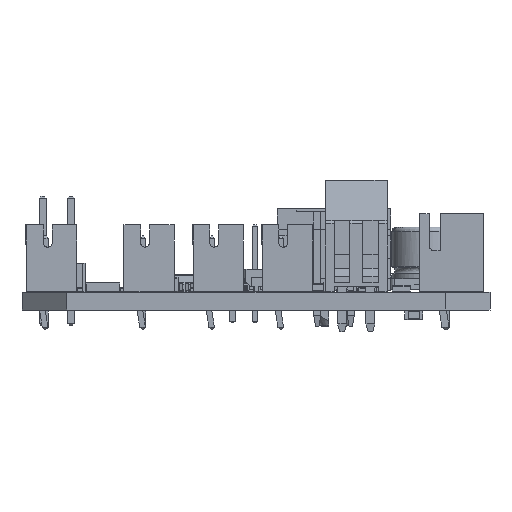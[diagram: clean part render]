
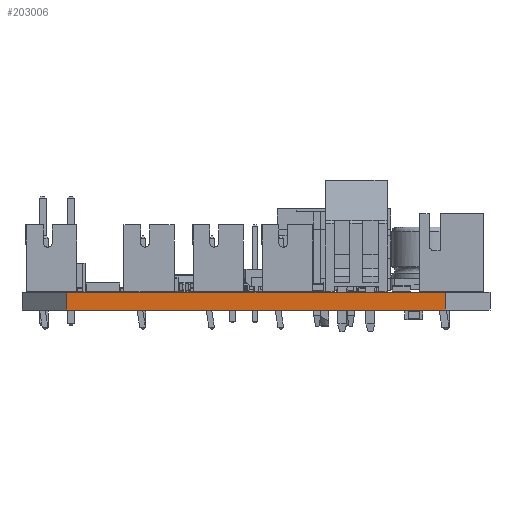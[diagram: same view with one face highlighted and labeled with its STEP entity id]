
A CAD part, front view. The second image highlights one B-rep face of the part: STEP entity #203006.
In plain terms, the highlighted planar face has unit normal (0, -1, 0).
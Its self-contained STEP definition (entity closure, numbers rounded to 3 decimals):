
#203006 = ADVANCED_FACE('',(#203007),#203021,.T.);
#203007 = FACE_BOUND('',#203008,.T.);
#203008 = EDGE_LOOP('',(#203009,#203044,#203072,#203100));
#203009 = ORIENTED_EDGE('',*,*,#203010,.T.);
#203010 = EDGE_CURVE('',#203011,#203013,#203015,.T.);
#203011 = VERTEX_POINT('',#203012);
#203012 = CARTESIAN_POINT('',(17.,-21.,0.));
#203013 = VERTEX_POINT('',#203014);
#203014 = CARTESIAN_POINT('',(17.,-21.,1.6));
#203015 = SURFACE_CURVE('',#203016,(#203020,#203032),.PCURVE_S1.);
#203016 = LINE('',#203017,#203018);
#203017 = CARTESIAN_POINT('',(17.,-21.,0.));
#203018 = VECTOR('',#203019,1.);
#203019 = DIRECTION('',(0.,0.,1.));
#203020 = PCURVE('',#203021,#203026);
#203021 = PLANE('',#203022);
#203022 = AXIS2_PLACEMENT_3D('',#203023,#203024,#203025);
#203023 = CARTESIAN_POINT('',(17.,-21.,0.));
#203024 = DIRECTION('',(0.,-1.,0.));
#203025 = DIRECTION('',(-1.,0.,0.));
#203026 = DEFINITIONAL_REPRESENTATION('',(#203027),#203031);
#203027 = LINE('',#203028,#203029);
#203028 = CARTESIAN_POINT('',(0.,0.));
#203029 = VECTOR('',#203030,1.);
#203030 = DIRECTION('',(0.,-1.));
#203031 = ( GEOMETRIC_REPRESENTATION_CONTEXT(2) 
PARAMETRIC_REPRESENTATION_CONTEXT() REPRESENTATION_CONTEXT('2D SPACE',''
  ) );
#203032 = PCURVE('',#203033,#203038);
#203033 = PLANE('',#203034);
#203034 = AXIS2_PLACEMENT_3D('',#203035,#203036,#203037);
#203035 = CARTESIAN_POINT('',(21.,-17.,0.));
#203036 = DIRECTION('',(0.707,-0.707,0.));
#203037 = DIRECTION('',(-0.707,-0.707,0.));
#203038 = DEFINITIONAL_REPRESENTATION('',(#203039),#203043);
#203039 = LINE('',#203040,#203041);
#203040 = CARTESIAN_POINT('',(5.657,0.));
#203041 = VECTOR('',#203042,1.);
#203042 = DIRECTION('',(0.,-1.));
#203043 = ( GEOMETRIC_REPRESENTATION_CONTEXT(2) 
PARAMETRIC_REPRESENTATION_CONTEXT() REPRESENTATION_CONTEXT('2D SPACE',''
  ) );
#203044 = ORIENTED_EDGE('',*,*,#203045,.T.);
#203045 = EDGE_CURVE('',#203013,#203046,#203048,.T.);
#203046 = VERTEX_POINT('',#203047);
#203047 = CARTESIAN_POINT('',(-17.,-21.,1.6));
#203048 = SURFACE_CURVE('',#203049,(#203053,#203060),.PCURVE_S1.);
#203049 = LINE('',#203050,#203051);
#203050 = CARTESIAN_POINT('',(17.,-21.,1.6));
#203051 = VECTOR('',#203052,1.);
#203052 = DIRECTION('',(-1.,0.,0.));
#203053 = PCURVE('',#203021,#203054);
#203054 = DEFINITIONAL_REPRESENTATION('',(#203055),#203059);
#203055 = LINE('',#203056,#203057);
#203056 = CARTESIAN_POINT('',(0.,-1.6));
#203057 = VECTOR('',#203058,1.);
#203058 = DIRECTION('',(1.,0.));
#203059 = ( GEOMETRIC_REPRESENTATION_CONTEXT(2) 
PARAMETRIC_REPRESENTATION_CONTEXT() REPRESENTATION_CONTEXT('2D SPACE',''
  ) );
#203060 = PCURVE('',#203061,#203066);
#203061 = PLANE('',#203062);
#203062 = AXIS2_PLACEMENT_3D('',#203063,#203064,#203065);
#203063 = CARTESIAN_POINT('',(-0.042,0.051,
    1.6));
#203064 = DIRECTION('',(0.,0.,-1.));
#203065 = DIRECTION('',(-1.,0.,0.));
#203066 = DEFINITIONAL_REPRESENTATION('',(#203067),#203071);
#203067 = LINE('',#203068,#203069);
#203068 = CARTESIAN_POINT('',(-17.042,-21.051));
#203069 = VECTOR('',#203070,1.);
#203070 = DIRECTION('',(1.,0.));
#203071 = ( GEOMETRIC_REPRESENTATION_CONTEXT(2) 
PARAMETRIC_REPRESENTATION_CONTEXT() REPRESENTATION_CONTEXT('2D SPACE',''
  ) );
#203072 = ORIENTED_EDGE('',*,*,#203073,.F.);
#203073 = EDGE_CURVE('',#203074,#203046,#203076,.T.);
#203074 = VERTEX_POINT('',#203075);
#203075 = CARTESIAN_POINT('',(-17.,-21.,0.));
#203076 = SURFACE_CURVE('',#203077,(#203081,#203088),.PCURVE_S1.);
#203077 = LINE('',#203078,#203079);
#203078 = CARTESIAN_POINT('',(-17.,-21.,0.));
#203079 = VECTOR('',#203080,1.);
#203080 = DIRECTION('',(0.,0.,1.));
#203081 = PCURVE('',#203021,#203082);
#203082 = DEFINITIONAL_REPRESENTATION('',(#203083),#203087);
#203083 = LINE('',#203084,#203085);
#203084 = CARTESIAN_POINT('',(34.,0.));
#203085 = VECTOR('',#203086,1.);
#203086 = DIRECTION('',(0.,-1.));
#203087 = ( GEOMETRIC_REPRESENTATION_CONTEXT(2) 
PARAMETRIC_REPRESENTATION_CONTEXT() REPRESENTATION_CONTEXT('2D SPACE',''
  ) );
#203088 = PCURVE('',#203089,#203094);
#203089 = PLANE('',#203090);
#203090 = AXIS2_PLACEMENT_3D('',#203091,#203092,#203093);
#203091 = CARTESIAN_POINT('',(-17.,-21.,0.));
#203092 = DIRECTION('',(-0.707,-0.707,0.));
#203093 = DIRECTION('',(-0.707,0.707,0.));
#203094 = DEFINITIONAL_REPRESENTATION('',(#203095),#203099);
#203095 = LINE('',#203096,#203097);
#203096 = CARTESIAN_POINT('',(0.,0.));
#203097 = VECTOR('',#203098,1.);
#203098 = DIRECTION('',(0.,-1.));
#203099 = ( GEOMETRIC_REPRESENTATION_CONTEXT(2) 
PARAMETRIC_REPRESENTATION_CONTEXT() REPRESENTATION_CONTEXT('2D SPACE',''
  ) );
#203100 = ORIENTED_EDGE('',*,*,#203101,.F.);
#203101 = EDGE_CURVE('',#203011,#203074,#203102,.T.);
#203102 = SURFACE_CURVE('',#203103,(#203107,#203114),.PCURVE_S1.);
#203103 = LINE('',#203104,#203105);
#203104 = CARTESIAN_POINT('',(17.,-21.,0.));
#203105 = VECTOR('',#203106,1.);
#203106 = DIRECTION('',(-1.,0.,0.));
#203107 = PCURVE('',#203021,#203108);
#203108 = DEFINITIONAL_REPRESENTATION('',(#203109),#203113);
#203109 = LINE('',#203110,#203111);
#203110 = CARTESIAN_POINT('',(0.,0.));
#203111 = VECTOR('',#203112,1.);
#203112 = DIRECTION('',(1.,0.));
#203113 = ( GEOMETRIC_REPRESENTATION_CONTEXT(2) 
PARAMETRIC_REPRESENTATION_CONTEXT() REPRESENTATION_CONTEXT('2D SPACE',''
  ) );
#203114 = PCURVE('',#203115,#203120);
#203115 = PLANE('',#203116);
#203116 = AXIS2_PLACEMENT_3D('',#203117,#203118,#203119);
#203117 = CARTESIAN_POINT('',(-0.042,0.051,
    0.));
#203118 = DIRECTION('',(0.,0.,-1.));
#203119 = DIRECTION('',(-1.,0.,0.));
#203120 = DEFINITIONAL_REPRESENTATION('',(#203121),#203125);
#203121 = LINE('',#203122,#203123);
#203122 = CARTESIAN_POINT('',(-17.042,-21.051));
#203123 = VECTOR('',#203124,1.);
#203124 = DIRECTION('',(1.,0.));
#203125 = ( GEOMETRIC_REPRESENTATION_CONTEXT(2) 
PARAMETRIC_REPRESENTATION_CONTEXT() REPRESENTATION_CONTEXT('2D SPACE',''
  ) );
